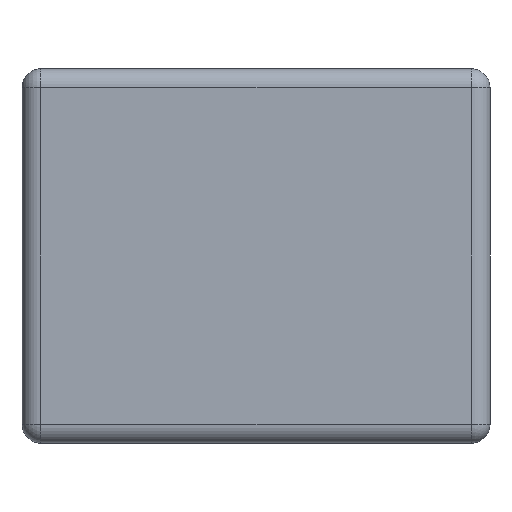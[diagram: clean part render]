
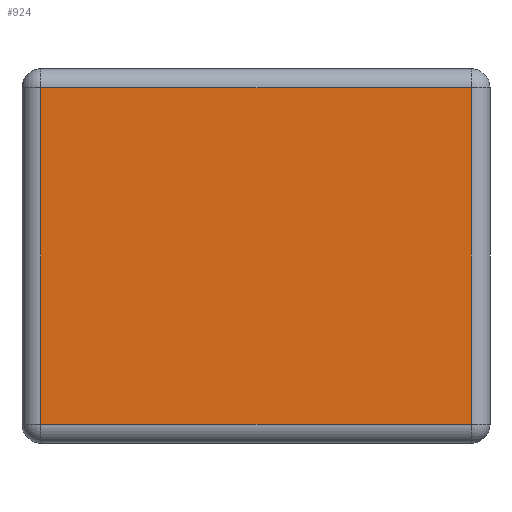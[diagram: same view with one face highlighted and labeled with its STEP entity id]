
A CAD part, left-side view. The second image highlights one B-rep face of the part: STEP entity #924.
In plain terms, the highlighted planar face has unit normal (-1, 0, 0).
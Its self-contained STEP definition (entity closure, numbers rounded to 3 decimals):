
#24 = DIRECTION ( 'NONE',  ( 0., 0., -1. ) ) ;
#50 = EDGE_CURVE ( 'NONE', #521, #637, #454, .T. ) ;
#92 = VECTOR ( 'NONE', #1136, 1000. ) ;
#93 = VECTOR ( 'NONE', #1024, 1000. ) ;
#127 = CARTESIAN_POINT ( 'NONE',  ( -0.2, 0.01, 0.09 ) ) ;
#133 = VECTOR ( 'NONE', #374, 1000. ) ;
#168 = CARTESIAN_POINT ( 'NONE',  ( -0.2, 0.24, -0.09 ) ) ;
#240 = VERTEX_POINT ( 'NONE', #127 ) ;
#271 = FACE_OUTER_BOUND ( 'NONE', #1096, .T. ) ;
#288 = AXIS2_PLACEMENT_3D ( 'NONE', #554, #367, #1256 ) ;
#308 = EDGE_CURVE ( 'NONE', #493, #521, #882, .T. ) ;
#367 = DIRECTION ( 'NONE',  ( 1., 0., 0. ) ) ;
#374 = DIRECTION ( 'NONE',  ( 0., -1., 0. ) ) ;
#454 = LINE ( 'NONE', #759, #133 ) ;
#458 = CARTESIAN_POINT ( 'NONE',  ( -0.2, 0.01, -0.1 ) ) ;
#493 = VERTEX_POINT ( 'NONE', #1253 ) ;
#521 = VERTEX_POINT ( 'NONE', #168 ) ;
#528 = ORIENTED_EDGE ( 'NONE', *, *, #308, .T. ) ;
#547 = EDGE_CURVE ( 'NONE', #240, #493, #705, .T. ) ;
#554 = CARTESIAN_POINT ( 'NONE',  ( -0.2, 0.25, -0.1 ) ) ;
#557 = PLANE ( 'NONE',  #288 ) ;
#597 = CARTESIAN_POINT ( 'NONE',  ( -0.2, 0.24, -0.1 ) ) ;
#637 = VERTEX_POINT ( 'NONE', #1255 ) ;
#640 = ORIENTED_EDGE ( 'NONE', *, *, #50, .T. ) ;
#705 = LINE ( 'NONE', #1033, #93 ) ;
#746 = VECTOR ( 'NONE', #24, 1000. ) ;
#759 = CARTESIAN_POINT ( 'NONE',  ( -0.2, 0.25, -0.09 ) ) ;
#882 = LINE ( 'NONE', #597, #746 ) ;
#924 = ADVANCED_FACE ( 'NONE', ( #271 ), #557, .F. ) ;
#937 = EDGE_CURVE ( 'NONE', #637, #240, #1013, .T. ) ;
#952 = ORIENTED_EDGE ( 'NONE', *, *, #547, .T. ) ;
#1013 = LINE ( 'NONE', #458, #92 ) ;
#1024 = DIRECTION ( 'NONE',  ( 0., 1., 0. ) ) ;
#1033 = CARTESIAN_POINT ( 'NONE',  ( -0.2, 0.25, 0.09 ) ) ;
#1075 = ORIENTED_EDGE ( 'NONE', *, *, #937, .T. ) ;
#1096 = EDGE_LOOP ( 'NONE', ( #528, #640, #1075, #952 ) ) ;
#1136 = DIRECTION ( 'NONE',  ( 0., 0., 1. ) ) ;
#1253 = CARTESIAN_POINT ( 'NONE',  ( -0.2, 0.24, 0.09 ) ) ;
#1255 = CARTESIAN_POINT ( 'NONE',  ( -0.2, 0.01, -0.09 ) ) ;
#1256 = DIRECTION ( 'NONE',  ( 0., 0., -1. ) ) ;
